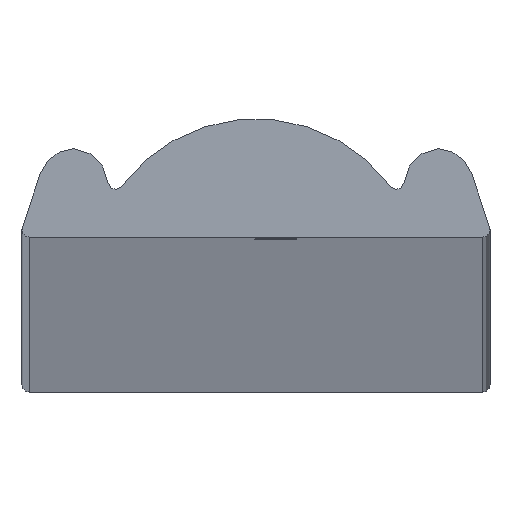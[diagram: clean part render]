
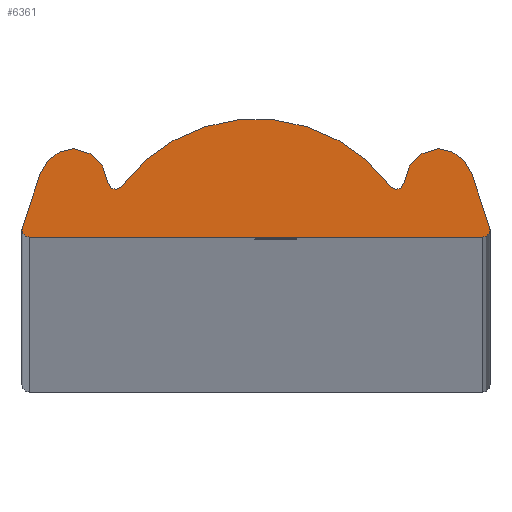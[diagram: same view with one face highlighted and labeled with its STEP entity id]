
A CAD part, top view. The second image highlights one B-rep face of the part: STEP entity #6361.
In plain terms, the highlighted planar face has unit normal (0, 0, 1).
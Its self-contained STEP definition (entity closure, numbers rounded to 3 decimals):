
#17 = CIRCLE ( 'NONE', #5359, 1.25 ) ;
#56 = VECTOR ( 'NONE', #8515, 1000. ) ;
#121 = EDGE_CURVE ( 'NONE', #7653, #8063, #17, .T. ) ;
#148 = CARTESIAN_POINT ( 'NONE',  ( 0., -1.667, 0. ) ) ;
#378 = CARTESIAN_POINT ( 'NONE',  ( 7.89, 0.329, 0. ) ) ;
#403 = CARTESIAN_POINT ( 'NONE',  ( -7.903, 0.25, 0. ) ) ;
#433 = VERTEX_POINT ( 'NONE', #403 ) ;
#522 = AXIS2_PLACEMENT_3D ( 'NONE', #148, #6003, #1001 ) ;
#528 = AXIS2_PLACEMENT_3D ( 'NONE', #7069, #2086, #7928 ) ;
#670 = DIRECTION ( 'NONE',  ( -1., 0., 0. ) ) ;
#689 = ORIENTED_EDGE ( 'NONE', *, *, #4985, .T. ) ;
#694 = CARTESIAN_POINT ( 'NONE',  ( 7.285, 2.145, 0. ) ) ;
#734 = VERTEX_POINT ( 'NONE', #6772 ) ;
#800 = CARTESIAN_POINT ( 'NONE',  ( -4.549, 1.712, 0. ) ) ;
#938 = ORIENTED_EDGE ( 'NONE', *, *, #4477, .T. ) ;
#1001 = DIRECTION ( 'NONE',  ( -1., 0., 0. ) ) ;
#1092 = LINE ( 'NONE', #5964, #6069 ) ;
#1184 = CARTESIAN_POINT ( 'NONE',  ( 4.999, 1.843, 0. ) ) ;
#1224 = ORIENTED_EDGE ( 'NONE', *, *, #10493, .T. ) ;
#1262 = ORIENTED_EDGE ( 'NONE', *, *, #5644, .T. ) ;
#1325 = DIRECTION ( 'NONE',  ( 0., 0., 1. ) ) ;
#1334 = DIRECTION ( 'NONE',  ( 0., 0., 1. ) ) ;
#1428 = DIRECTION ( 'NONE',  ( 0., 0., 1. ) ) ;
#1453 = DIRECTION ( 'NONE',  ( 0., 0., -1. ) ) ;
#1673 = CARTESIAN_POINT ( 'NONE',  ( -6.246, 1.75, 0. ) ) ;
#1695 = CARTESIAN_POINT ( 'NONE',  ( -8., 0., 0. ) ) ;
#1804 = DIRECTION ( 'NONE',  ( 0., 0., 1. ) ) ;
#1898 = DIRECTION ( 'NONE',  ( 0., 0., -1. ) ) ;
#2005 = DIRECTION ( 'NONE',  ( 0., 0., 1. ) ) ;
#2040 = DIRECTION ( 'NONE',  ( 0., 0., -1. ) ) ;
#2086 = DIRECTION ( 'NONE',  ( 0., 0., 1. ) ) ;
#2125 = VERTEX_POINT ( 'NONE', #800 ) ;
#2294 = LINE ( 'NONE', #9324, #56 ) ;
#2381 = VERTEX_POINT ( 'NONE', #378 ) ;
#2389 = CARTESIAN_POINT ( 'NONE',  ( -4.999, 1.843, 0. ) ) ;
#2507 = VERTEX_POINT ( 'NONE', #8948 ) ;
#2514 = DIRECTION ( 'NONE',  ( -1., 0., 0. ) ) ;
#2538 = DIRECTION ( 'NONE',  ( 0.316, 0.949, 0. ) ) ;
#2686 = CIRCLE ( 'NONE', #522, 5.667 ) ;
#2736 = EDGE_CURVE ( 'NONE', #2125, #4644, #3335, .T. ) ;
#2941 = EDGE_CURVE ( 'NONE', #8030, #9099, #2294, .T. ) ;
#2991 = AXIS2_PLACEMENT_3D ( 'NONE', #6990, #2005, #7836 ) ;
#3335 = CIRCLE ( 'NONE', #9358, 0.25 ) ;
#3661 = CARTESIAN_POINT ( 'NONE',  ( 7.653, 0., 0. ) ) ;
#3819 = AXIS2_PLACEMENT_3D ( 'NONE', #1673, #7499, #2514 ) ;
#3889 = AXIS2_PLACEMENT_3D ( 'NONE', #10679, #5691, #670 ) ;
#4097 = AXIS2_PLACEMENT_3D ( 'NONE', #6458, #1453, #7297 ) ;
#4477 = EDGE_CURVE ( 'NONE', #734, #4943, #6143, .T. ) ;
#4511 = CIRCLE ( 'NONE', #2991, 0.25 ) ;
#4644 = VERTEX_POINT ( 'NONE', #2389 ) ;
#4775 = ORIENTED_EDGE ( 'NONE', *, *, #9890, .T. ) ;
#4943 = VERTEX_POINT ( 'NONE', #1184 ) ;
#4985 = EDGE_CURVE ( 'NONE', #2507, #433, #6276, .T. ) ;
#5049 = ORIENTED_EDGE ( 'NONE', *, *, #10228, .F. ) ;
#5161 = EDGE_LOOP ( 'NONE', ( #8396, #9610, #5167, #689, #1262, #9473, #10625, #7456, #6821, #1224, #938, #4775, #5049, #9833 ) ) ;
#5167 = ORIENTED_EDGE ( 'NONE', *, *, #7768, .F. ) ;
#5250 = CARTESIAN_POINT ( 'NONE',  ( -7.653, 0., 0. ) ) ;
#5359 = AXIS2_PLACEMENT_3D ( 'NONE', #6433, #1428, #7276 ) ;
#5432 = EDGE_CURVE ( 'NONE', #9099, #10232, #8117, .T. ) ;
#5632 = CIRCLE ( 'NONE', #3819, 1.25 ) ;
#5644 = EDGE_CURVE ( 'NONE', #433, #8030, #7833, .T. ) ;
#5691 = DIRECTION ( 'NONE',  ( 0., 0., 1. ) ) ;
#5919 = AXIS2_PLACEMENT_3D ( 'NONE', #6330, #1325, #7166 ) ;
#5964 = CARTESIAN_POINT ( 'NONE',  ( 8., 0., 0. ) ) ;
#6003 = DIRECTION ( 'NONE',  ( 0., 0., -1. ) ) ;
#6069 = VECTOR ( 'NONE', #6783, 1000. ) ;
#6143 = CIRCLE ( 'NONE', #528, 1.25 ) ;
#6234 = VECTOR ( 'NONE', #2538, 1000. ) ;
#6276 = CIRCLE ( 'NONE', #10603, 0.25 ) ;
#6330 = CARTESIAN_POINT ( 'NONE',  ( 7.653, 0.25, 0. ) ) ;
#6343 = CARTESIAN_POINT ( 'NONE',  ( -7.653, 0.25, 0. ) ) ;
#6361 = ADVANCED_FACE ( 'NONE', ( #6904 ), #8476, .F. ) ;
#6379 = CARTESIAN_POINT ( 'NONE',  ( -6.172, 2.998, 0. ) ) ;
#6433 = CARTESIAN_POINT ( 'NONE',  ( -6.099, 1.75, 0. ) ) ;
#6458 = CARTESIAN_POINT ( 'NONE',  ( 4.75, 1.861, 0. ) ) ;
#6484 = CIRCLE ( 'NONE', #4097, 0.25 ) ;
#6675 = EDGE_CURVE ( 'NONE', #4644, #7653, #5632, .T. ) ;
#6695 = CARTESIAN_POINT ( 'NONE',  ( 4.549, 1.712, 0. ) ) ;
#6772 = CARTESIAN_POINT ( 'NONE',  ( 6.172, 2.998, 0. ) ) ;
#6783 = DIRECTION ( 'NONE',  ( -0.316, 0.949, 0. ) ) ;
#6785 = CARTESIAN_POINT ( 'NONE',  ( -7.653, 0.25, 0. ) ) ;
#6821 = ORIENTED_EDGE ( 'NONE', *, *, #10640, .T. ) ;
#6885 = CARTESIAN_POINT ( 'NONE',  ( 0., -1.667, 0. ) ) ;
#6904 = FACE_OUTER_BOUND ( 'NONE', #5161, .T. ) ;
#6990 = CARTESIAN_POINT ( 'NONE',  ( 7.653, 0.25, 0. ) ) ;
#7022 = CARTESIAN_POINT ( 'NONE',  ( -4.75, 1.861, 0. ) ) ;
#7069 = CARTESIAN_POINT ( 'NONE',  ( 6.246, 1.75, 0. ) ) ;
#7166 = DIRECTION ( 'NONE',  ( -1., 0., 0. ) ) ;
#7176 = DIRECTION ( 'NONE',  ( -1., 0., 0. ) ) ;
#7276 = DIRECTION ( 'NONE',  ( -1., 0., 0. ) ) ;
#7297 = DIRECTION ( 'NONE',  ( -1., 0., 0. ) ) ;
#7338 = VERTEX_POINT ( 'NONE', #694 ) ;
#7456 = ORIENTED_EDGE ( 'NONE', *, *, #9795, .T. ) ;
#7499 = DIRECTION ( 'NONE',  ( 0., 0., 1. ) ) ;
#7630 = DIRECTION ( 'NONE',  ( -1., 0., 0. ) ) ;
#7653 = VERTEX_POINT ( 'NONE', #6379 ) ;
#7723 = DIRECTION ( 'NONE',  ( -1., 0., 0. ) ) ;
#7768 = EDGE_CURVE ( 'NONE', #2507, #8063, #8465, .T. ) ;
#7833 = CIRCLE ( 'NONE', #8172, 0.25 ) ;
#7836 = DIRECTION ( 'NONE',  ( -1., 0., 0. ) ) ;
#7877 = DIRECTION ( 'NONE',  ( -1., 0., 0. ) ) ;
#7928 = DIRECTION ( 'NONE',  ( -1., 0., 0. ) ) ;
#8030 = VERTEX_POINT ( 'NONE', #5250 ) ;
#8063 = VERTEX_POINT ( 'NONE', #8519 ) ;
#8117 = CIRCLE ( 'NONE', #5919, 0.25 ) ;
#8172 = AXIS2_PLACEMENT_3D ( 'NONE', #6785, #1804, #7630 ) ;
#8396 = ORIENTED_EDGE ( 'NONE', *, *, #6675, .T. ) ;
#8465 = LINE ( 'NONE', #1695, #6234 ) ;
#8476 = PLANE ( 'NONE',  #10745 ) ;
#8515 = DIRECTION ( 'NONE',  ( 1., 0., 0. ) ) ;
#8519 = CARTESIAN_POINT ( 'NONE',  ( -7.285, 2.145, 0. ) ) ;
#8948 = CARTESIAN_POINT ( 'NONE',  ( -7.89, 0.329, 0. ) ) ;
#9099 = VERTEX_POINT ( 'NONE', #3661 ) ;
#9324 = CARTESIAN_POINT ( 'NONE',  ( -8., 0., 0. ) ) ;
#9358 = AXIS2_PLACEMENT_3D ( 'NONE', #7022, #2040, #7877 ) ;
#9473 = ORIENTED_EDGE ( 'NONE', *, *, #2941, .T. ) ;
#9610 = ORIENTED_EDGE ( 'NONE', *, *, #121, .T. ) ;
#9795 = EDGE_CURVE ( 'NONE', #10232, #2381, #4511, .T. ) ;
#9833 = ORIENTED_EDGE ( 'NONE', *, *, #2736, .T. ) ;
#9890 = EDGE_CURVE ( 'NONE', #4943, #10131, #6484, .T. ) ;
#10131 = VERTEX_POINT ( 'NONE', #6695 ) ;
#10162 = CARTESIAN_POINT ( 'NONE',  ( 7.903, 0.25, 0. ) ) ;
#10228 = EDGE_CURVE ( 'NONE', #2125, #10131, #2686, .T. ) ;
#10232 = VERTEX_POINT ( 'NONE', #10162 ) ;
#10238 = CIRCLE ( 'NONE', #3889, 1.25 ) ;
#10493 = EDGE_CURVE ( 'NONE', #7338, #734, #10238, .T. ) ;
#10603 = AXIS2_PLACEMENT_3D ( 'NONE', #6343, #1334, #7176 ) ;
#10625 = ORIENTED_EDGE ( 'NONE', *, *, #5432, .T. ) ;
#10640 = EDGE_CURVE ( 'NONE', #2381, #7338, #1092, .T. ) ;
#10679 = CARTESIAN_POINT ( 'NONE',  ( 6.099, 1.75, 0. ) ) ;
#10745 = AXIS2_PLACEMENT_3D ( 'NONE', #6885, #1898, #7723 ) ;
